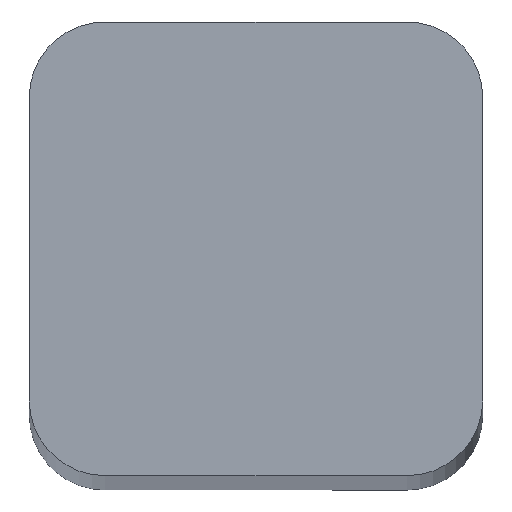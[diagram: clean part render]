
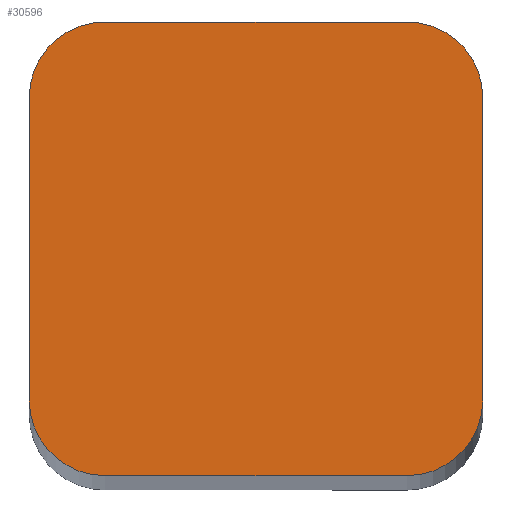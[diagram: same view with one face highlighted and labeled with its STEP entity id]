
A CAD part, top view. The second image highlights one B-rep face of the part: STEP entity #30596.
In plain terms, the highlighted planar face has unit normal (0, 0, 1).
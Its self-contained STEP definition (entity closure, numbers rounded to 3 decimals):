
#206 = CARTESIAN_POINT ( 'NONE',  ( -6., -4., 218.5 ) ) ;
#279 = DIRECTION ( 'NONE',  ( 1., 0., 0. ) ) ;
#455 = CARTESIAN_POINT ( 'NONE',  ( 6., -4., 218.5 ) ) ;
#906 = ORIENTED_EDGE ( 'NONE', *, *, #13295, .T. ) ;
#2275 = DIRECTION ( 'NONE',  ( 0., 0., 1. ) ) ;
#2393 = LINE ( 'NONE', #28717, #20825 ) ;
#3025 = AXIS2_PLACEMENT_3D ( 'NONE', #19284, #10032, #5026 ) ;
#3534 = ORIENTED_EDGE ( 'NONE', *, *, #29857, .T. ) ;
#4094 = CIRCLE ( 'NONE', #4615, 2. ) ;
#4495 = VECTOR ( 'NONE', #279, 1000. ) ;
#4615 = AXIS2_PLACEMENT_3D ( 'NONE', #14295, #26029, #7079 ) ;
#4774 = ORIENTED_EDGE ( 'NONE', *, *, #14428, .T. ) ;
#4915 = DIRECTION ( 'NONE',  ( -1., 0., 0. ) ) ;
#5026 = DIRECTION ( 'NONE',  ( -1., 0., 0. ) ) ;
#5603 = EDGE_CURVE ( 'NONE', #10484, #9991, #4094, .T. ) ;
#5861 = CARTESIAN_POINT ( 'NONE',  ( -6., 4., 218.5 ) ) ;
#5921 = VERTEX_POINT ( 'NONE', #25493 ) ;
#7023 = CARTESIAN_POINT ( 'NONE',  ( -4., -6., 218.5 ) ) ;
#7079 = DIRECTION ( 'NONE',  ( 1., 0., 0. ) ) ;
#8027 = AXIS2_PLACEMENT_3D ( 'NONE', #18951, #26143, #23775 ) ;
#8211 = DIRECTION ( 'NONE',  ( 0., -1., 0. ) ) ;
#8351 = CARTESIAN_POINT ( 'NONE',  ( 4., -6., 218.5 ) ) ;
#9289 = VECTOR ( 'NONE', #8211, 1000. ) ;
#9450 = DIRECTION ( 'NONE',  ( 0., 0., 1. ) ) ;
#9991 = VERTEX_POINT ( 'NONE', #455 ) ;
#10032 = DIRECTION ( 'NONE',  ( 0., 0., 1. ) ) ;
#10484 = VERTEX_POINT ( 'NONE', #8351 ) ;
#11125 = ORIENTED_EDGE ( 'NONE', *, *, #12856, .T. ) ;
#11271 = CARTESIAN_POINT ( 'NONE',  ( 4., 6., 218.5 ) ) ;
#11427 = VERTEX_POINT ( 'NONE', #15347 ) ;
#11826 = CARTESIAN_POINT ( 'NONE',  ( -4., 4., 218.5 ) ) ;
#11862 = DIRECTION ( 'NONE',  ( 1., 0., 0. ) ) ;
#11880 = ORIENTED_EDGE ( 'NONE', *, *, #17815, .T. ) ;
#12365 = FACE_OUTER_BOUND ( 'NONE', #21578, .T. ) ;
#12404 = VERTEX_POINT ( 'NONE', #28215 ) ;
#12491 = ORIENTED_EDGE ( 'NONE', *, *, #19166, .T. ) ;
#12856 = EDGE_CURVE ( 'NONE', #12404, #28856, #27320, .T. ) ;
#12930 = LINE ( 'NONE', #29685, #28498 ) ;
#13266 = CIRCLE ( 'NONE', #27246, 2. ) ;
#13295 = EDGE_CURVE ( 'NONE', #11427, #12404, #27306, .T. ) ;
#13609 = ORIENTED_EDGE ( 'NONE', *, *, #5603, .T. ) ;
#13821 = AXIS2_PLACEMENT_3D ( 'NONE', #11826, #9450, #19634 ) ;
#13897 = CARTESIAN_POINT ( 'NONE',  ( -4., -4., 218.5 ) ) ;
#14295 = CARTESIAN_POINT ( 'NONE',  ( 4., -4., 218.5 ) ) ;
#14428 = EDGE_CURVE ( 'NONE', #22922, #11427, #2393, .T. ) ;
#14864 = PLANE ( 'NONE',  #8027 ) ;
#15347 = CARTESIAN_POINT ( 'NONE',  ( -4., 6., 218.5 ) ) ;
#17657 = VERTEX_POINT ( 'NONE', #20350 ) ;
#17815 = EDGE_CURVE ( 'NONE', #17657, #10484, #23762, .T. ) ;
#18951 = CARTESIAN_POINT ( 'NONE',  ( -4., 4., 218.5 ) ) ;
#19166 = EDGE_CURVE ( 'NONE', #5921, #22922, #19559, .T. ) ;
#19284 = CARTESIAN_POINT ( 'NONE',  ( 4., 4., 218.5 ) ) ;
#19559 = CIRCLE ( 'NONE', #3025, 2. ) ;
#19634 = DIRECTION ( 'NONE',  ( 1., 0., 0. ) ) ;
#19676 = DIRECTION ( 'NONE',  ( 0., 1., 0. ) ) ;
#20350 = CARTESIAN_POINT ( 'NONE',  ( -4., -6., 218.5 ) ) ;
#20825 = VECTOR ( 'NONE', #4915, 1000. ) ;
#21578 = EDGE_LOOP ( 'NONE', ( #906, #11125, #30191, #11880, #13609, #3534, #12491, #4774 ) ) ;
#22922 = VERTEX_POINT ( 'NONE', #11271 ) ;
#23762 = LINE ( 'NONE', #7023, #4495 ) ;
#23775 = DIRECTION ( 'NONE',  ( 1., 0., 0. ) ) ;
#25493 = CARTESIAN_POINT ( 'NONE',  ( 6., 4., 218.5 ) ) ;
#26029 = DIRECTION ( 'NONE',  ( 0., 0., 1. ) ) ;
#26143 = DIRECTION ( 'NONE',  ( 0., 0., 1. ) ) ;
#26748 = EDGE_CURVE ( 'NONE', #28856, #17657, #13266, .T. ) ;
#27246 = AXIS2_PLACEMENT_3D ( 'NONE', #13897, #2275, #11862 ) ;
#27306 = CIRCLE ( 'NONE', #13821, 2. ) ;
#27320 = LINE ( 'NONE', #5861, #9289 ) ;
#28215 = CARTESIAN_POINT ( 'NONE',  ( -6., 4., 218.5 ) ) ;
#28498 = VECTOR ( 'NONE', #19676, 1000. ) ;
#28717 = CARTESIAN_POINT ( 'NONE',  ( -4., 6., 218.5 ) ) ;
#28856 = VERTEX_POINT ( 'NONE', #206 ) ;
#29685 = CARTESIAN_POINT ( 'NONE',  ( 6., 4., 218.5 ) ) ;
#29857 = EDGE_CURVE ( 'NONE', #9991, #5921, #12930, .T. ) ;
#30191 = ORIENTED_EDGE ( 'NONE', *, *, #26748, .T. ) ;
#30596 = ADVANCED_FACE ( 'NONE', ( #12365 ), #14864, .T. ) ;
